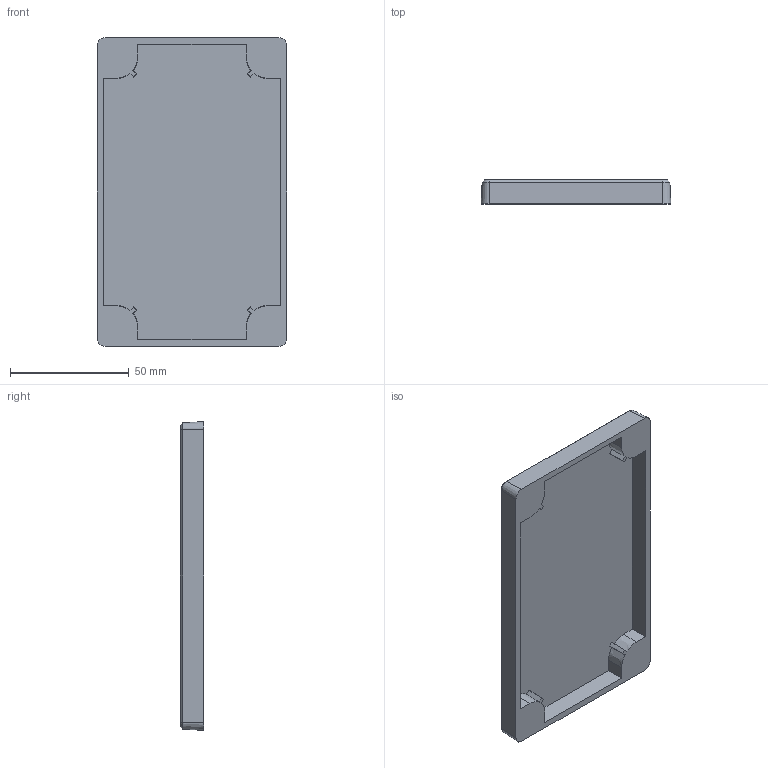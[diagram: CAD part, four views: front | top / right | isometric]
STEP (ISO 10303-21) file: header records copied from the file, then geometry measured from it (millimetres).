
FILE_DESCRIPTION (( 'STEP AP203' ), '1' );
FILE_NAME ('FIBOX_MNX10010C.STEP', '2005-06-30T06:54:53', ( ' ' ), ( ' ' ), 'SwSTEP 2.0', 'SolidWorks 2005143', '' );
FILE_SCHEMA (( 'CONFIG_CONTROL_DESIGN' ));
Length unit declared in the file: millimetre
Products named in the file (1): FIBOX_MNX10010C
Bounding box: 80 x 10 x 130 mm (x, y, z)
Volume: 31987.8 mm3; surface area: 28636.4 mm2
Topology: 1 solids, 1 shells, 72 faces, 184 edges, 120 vertices
Faces by surface type: plane 40, cone 20, cylinder 12
Entity records: 2277 total; most frequent: CARTESIAN_POINT 425, DIRECTION 374, ORIENTED_EDGE 368, EDGE_CURVE 184, AXIS2_PLACEMENT_3D 133, VERTEX_POINT 120, VECTOR 108, LINE 108
